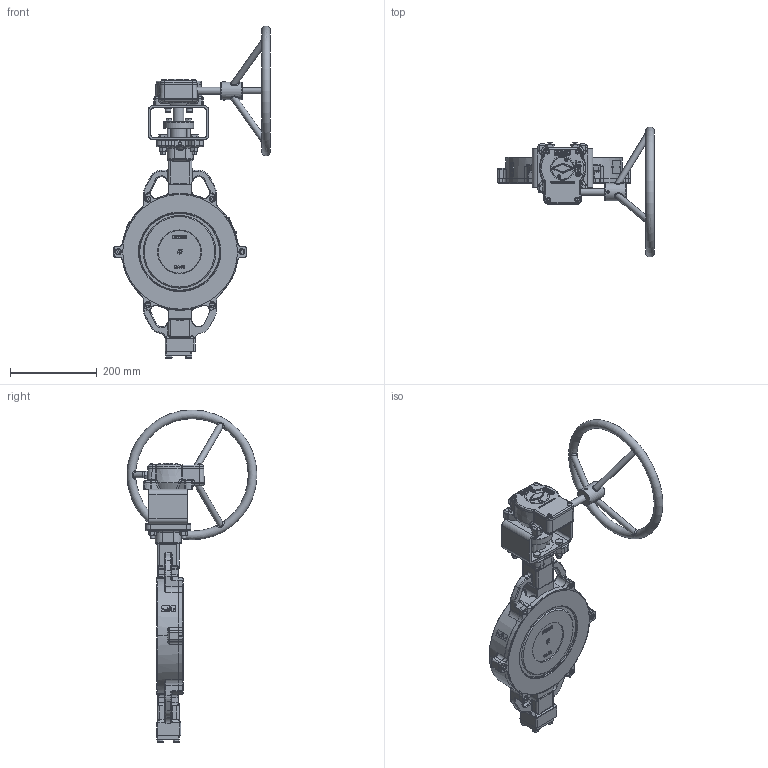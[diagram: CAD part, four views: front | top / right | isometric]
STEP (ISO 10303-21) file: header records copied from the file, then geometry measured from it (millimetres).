
FILE_DESCRIPTION(('HOOPS Exchange Step'),'2;1');
FILE_NAME('AK13_DN200_PN10-40-ANSI150-300_Getriebe.stp','2024-11-22T11:47:26+01:00',('nieru'),('Unknown organisation'),'HOOPS Exchange 2024.2','HOOPS Exchange','Unknown authorisation');
FILE_SCHEMA( ('AP203_CONFIGURATION_CONTROLLED_3D_DESIGN_OF_MECHANICAL_PARTS_AND_ASSEMBLIES_MIM_LF') );
Length unit declared in the file: millimetre
Products named in the file (10): 0; root
Assembly tree (9 placements, depth 4):
  root
    0
    0
      0
      0
        0
      0
        0
      0
      0
Bounding box: 362.09 x 300 x 767.4 mm (x, y, z)
Volume: 4082302.2 mm3; surface area: 745844.3 mm2
Topology: 74 solids, 708 shells, 4187 faces, 11548 edges, 8160 vertices
Faces by surface type: bspline 1372, cylinder 1035, plane 1003, cone 414, torus 317, sphere 46
Full cylindrical faces by diameter (mm): 4.2 x2, 6.8 x3, 8 x7, 9 x4, 10.106 x4, 10.5 x4, 11 x8, 12 x2, 13 x12, 14 x3, 14.8 x4, 16 x5, 17.15 x1, 22 x2, 25 x1, 30 x4, 35 x1, 40 x1, 41.294 x1, 52 x1, 56 x1, 69.5 x1, 75 x1, 182 x1, 195.43 x1, 204 x1
Entity records: 327242 total; most frequent: CARTESIAN_POINT 227691, ORIENTED_EDGE 19864, DIRECTION 17466, EDGE_CURVE 11441, VERTEX_POINT 8160, AXIS2_PLACEMENT_3D 6856, EDGE_LOOP 4435, FACE_BOUND 4435
